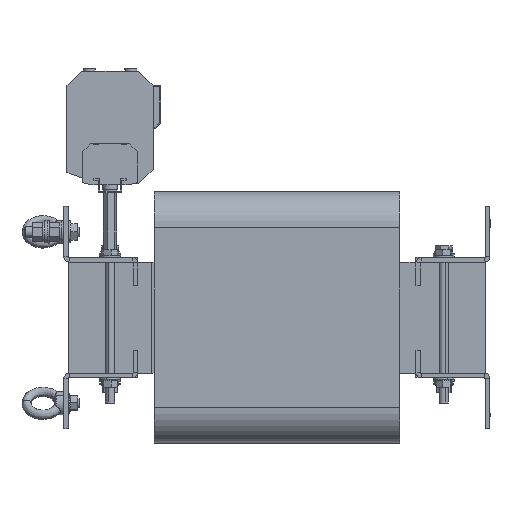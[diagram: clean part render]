
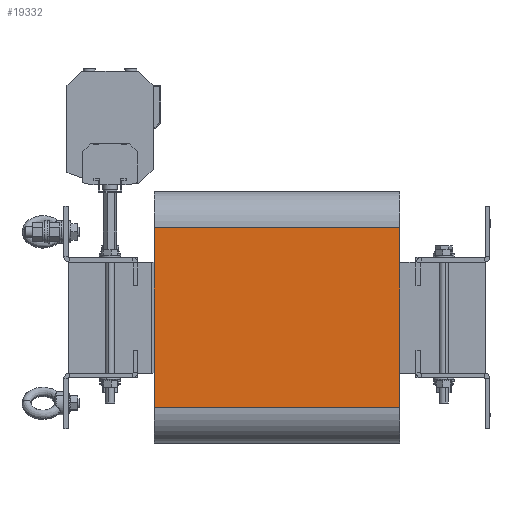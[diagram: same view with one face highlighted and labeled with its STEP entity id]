
A CAD part, left-side view. The second image highlights one B-rep face of the part: STEP entity #19332.
In plain terms, the highlighted planar face has unit normal (-1, 0, 0).
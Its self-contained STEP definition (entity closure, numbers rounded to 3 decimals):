
#1709 = CARTESIAN_POINT ( 'NONE',  ( -265., 132.5, 97. ) ) ;
#2011 = ORIENTED_EDGE ( 'NONE', *, *, #5922, .T. ) ;
#2107 = ORIENTED_EDGE ( 'NONE', *, *, #33439, .F. ) ;
#3691 = PLANE ( 'NONE',  #8703 ) ;
#4414 = VECTOR ( 'NONE', #10351, 1000. ) ;
#5234 = ORIENTED_EDGE ( 'NONE', *, *, #33605, .F. ) ;
#5922 = EDGE_CURVE ( 'Defeature ausgef�hrt1_30+Defeature ausgef�hrt1_36+Defeature ausgef�hrt1_31+Defeature ausgef�hrt1_29', #22594, #21222, #32599, .T. ) ;
#6172 = EDGE_LOOP ( 'NONE', ( #2107, #5234, #2011, #23804 ) ) ;
#6319 = CARTESIAN_POINT ( 'NONE',  ( -265., 132.5, 0. ) ) ;
#7038 = DIRECTION ( 'NONE',  ( 0., 0., -1. ) ) ;
#8703 = AXIS2_PLACEMENT_3D ( 'NONE', #6319, #9265, #14796 ) ;
#9265 = DIRECTION ( 'NONE',  ( -1., 0., 0. ) ) ;
#10010 = CARTESIAN_POINT ( 'NONE',  ( -265., -132.5, 0. ) ) ;
#10351 = DIRECTION ( 'NONE',  ( 0., 0., -1. ) ) ;
#11205 = CARTESIAN_POINT ( 'NONE',  ( -265., -132.5, 97. ) ) ;
#12885 = LINE ( 'NONE', #31106, #34478 ) ;
#14796 = DIRECTION ( 'NONE',  ( 0., 0., 1. ) ) ;
#18089 = EDGE_CURVE ( 'Defeature ausgef�hrt1_30+Defeature ausgef�hrt1_29+Defeature ausgef�hrt1_36+Defeature ausgef�hrt1_37', #21222, #23675, #12885, .T. ) ;
#19332 = ADVANCED_FACE ( 'Defeature ausgef�hrt1_30', ( #29894 ), #3691, .T. ) ;
#21222 = VERTEX_POINT ( 'NONE', #27475 ) ;
#21469 = CARTESIAN_POINT ( 'NONE',  ( -265., 132.5, 0. ) ) ;
#22594 = VERTEX_POINT ( 'NONE', #26514 ) ;
#22596 = LINE ( 'NONE', #10010, #33633 ) ;
#23675 = VERTEX_POINT ( 'NONE', #24394 ) ;
#23804 = ORIENTED_EDGE ( 'NONE', *, *, #18089, .T. ) ;
#24278 = VERTEX_POINT ( 'NONE', #11205 ) ;
#24394 = CARTESIAN_POINT ( 'NONE',  ( -265., -132.5, -97. ) ) ;
#26514 = CARTESIAN_POINT ( 'NONE',  ( -265., 132.5, 97. ) ) ;
#27475 = CARTESIAN_POINT ( 'NONE',  ( -265., 132.5, -97. ) ) ;
#29894 = FACE_OUTER_BOUND ( 'NONE', #6172, .T. ) ;
#30044 = DIRECTION ( 'NONE',  ( 0., -1., 0. ) ) ;
#30970 = LINE ( 'NONE', #1709, #33603 ) ;
#30989 = DIRECTION ( 'NONE',  ( 0., -1., 0. ) ) ;
#31106 = CARTESIAN_POINT ( 'NONE',  ( -265., 132.5, -97. ) ) ;
#32599 = LINE ( 'NONE', #21469, #4414 ) ;
#33439 = EDGE_CURVE ( 'Defeature ausgef�hrt1_37+Defeature ausgef�hrt1_30+Defeature ausgef�hrt1_31+Defeature ausgef�hrt1_29', #24278, #23675, #22596, .T. ) ;
#33603 = VECTOR ( 'NONE', #30044, 1000. ) ;
#33605 = EDGE_CURVE ( 'Defeature ausgef�hrt1_31+Defeature ausgef�hrt1_30+Defeature ausgef�hrt1_36+Defeature ausgef�hrt1_37', #22594, #24278, #30970, .T. ) ;
#33633 = VECTOR ( 'NONE', #7038, 1000. ) ;
#34478 = VECTOR ( 'NONE', #30989, 1000. ) ;
